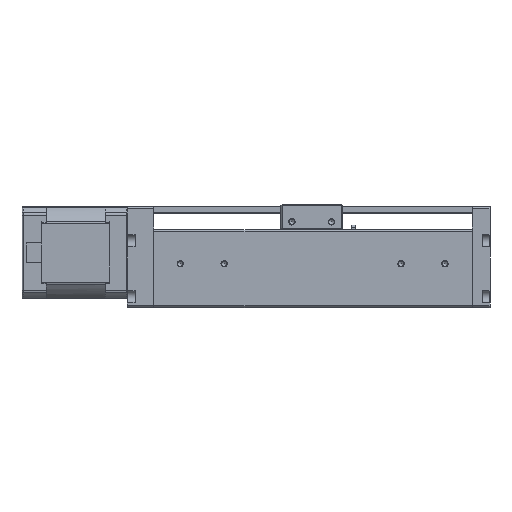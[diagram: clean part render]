
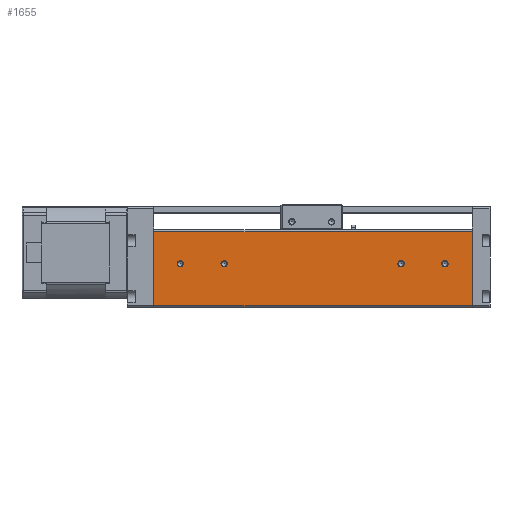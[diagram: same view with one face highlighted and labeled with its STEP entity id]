
A CAD part, front view. The second image highlights one B-rep face of the part: STEP entity #1655.
In plain terms, the highlighted face is planar.
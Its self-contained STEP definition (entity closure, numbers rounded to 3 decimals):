
#1655 = ADVANCED_FACE( '', ( #3831, #3832, #3833, #3834, #3835 ), #3836, .F. );
#3831 = FACE_BOUND( '', #6821, .T. );
#3832 = FACE_BOUND( '', #6822, .T. );
#3833 = FACE_BOUND( '', #6823, .T. );
#3834 = FACE_BOUND( '', #6824, .T. );
#3835 = FACE_OUTER_BOUND( '', #6825, .T. );
#3836 = PLANE( '', #6826 );
#6821 = EDGE_LOOP( '', ( #10802 ) );
#6822 = EDGE_LOOP( '', ( #10803 ) );
#6823 = EDGE_LOOP( '', ( #10804 ) );
#6824 = EDGE_LOOP( '', ( #10805 ) );
#6825 = EDGE_LOOP( '', ( #10806, #10807, #10808, #10809 ) );
#6826 = AXIS2_PLACEMENT_3D( '', #10810, #10811, #10812 );
#10802 = ORIENTED_EDGE( '', *, *, #16444, .T. );
#10803 = ORIENTED_EDGE( '', *, *, #15842, .T. );
#10804 = ORIENTED_EDGE( '', *, *, #16445, .T. );
#10805 = ORIENTED_EDGE( '', *, *, #15660, .T. );
#10806 = ORIENTED_EDGE( '', *, *, #16331, .T. );
#10807 = ORIENTED_EDGE( '', *, *, #16446, .T. );
#10808 = ORIENTED_EDGE( '', *, *, #16447, .F. );
#10809 = ORIENTED_EDGE( '', *, *, #16448, .T. );
#10810 = CARTESIAN_POINT( '', ( -21., -72.5, -19. ) );
#10811 = DIRECTION( '', ( 1., 0., 0. ) );
#10812 = DIRECTION( '', ( 0., 0., -1. ) );
#15660 = EDGE_CURVE( '', #18309, #18309, #18310, .T. );
#15842 = EDGE_CURVE( '', #18611, #18611, #18612, .T. );
#16331 = EDGE_CURVE( '', #19414, #19412, #19415, .T. );
#16444 = EDGE_CURVE( '', #19594, #19594, #19595, .T. );
#16445 = EDGE_CURVE( '', #19596, #19596, #19597, .T. );
#16446 = EDGE_CURVE( '', #19412, #19598, #19599, .T. );
#16447 = EDGE_CURVE( '', #19600, #19598, #19601, .T. );
#16448 = EDGE_CURVE( '', #19600, #19414, #19602, .T. );
#18309 = VERTEX_POINT( '', #21994 );
#18310 = CIRCLE( '', #21995, 1.45 );
#18611 = VERTEX_POINT( '', #22371 );
#18612 = CIRCLE( '', #22372, 1.45 );
#19412 = VERTEX_POINT( '', #23384 );
#19414 = VERTEX_POINT( '', #23387 );
#19415 = LINE( '', #23388, #23389 );
#19594 = VERTEX_POINT( '', #23614 );
#19595 = CIRCLE( '', #23615, 1.45 );
#19596 = VERTEX_POINT( '', #23616 );
#19597 = CIRCLE( '', #23617, 1.45 );
#19598 = VERTEX_POINT( '', #23618 );
#19599 = LINE( '', #23619, #23620 );
#19600 = VERTEX_POINT( '', #23621 );
#19601 = LINE( '', #23622, #23623 );
#19602 = LINE( '', #23624, #23625 );
#21994 = CARTESIAN_POINT( '', ( -21., -61.45, 1. ) );
#21995 = AXIS2_PLACEMENT_3D( '', #26315, #26316, #26317 );
#22371 = CARTESIAN_POINT( '', ( -21., 59.05, 1. ) );
#22372 = AXIS2_PLACEMENT_3D( '', #26573, #26574, #26575 );
#23384 = CARTESIAN_POINT( '', ( -21., 72.5, -18. ) );
#23387 = CARTESIAN_POINT( '', ( -21., 72.5, 15.5 ) );
#23388 = CARTESIAN_POINT( '', ( -21., 72.5, -19. ) );
#23389 = VECTOR( '', #27278, 1000. );
#23614 = CARTESIAN_POINT( '', ( -21., 39.05, 1. ) );
#23615 = AXIS2_PLACEMENT_3D( '', #27436, #27437, #27438 );
#23616 = CARTESIAN_POINT( '', ( -21., -41.45, 1. ) );
#23617 = AXIS2_PLACEMENT_3D( '', #27439, #27440, #27441 );
#23618 = CARTESIAN_POINT( '', ( -21., -72.5, -18. ) );
#23619 = CARTESIAN_POINT( '', ( -21., -72.5, -18. ) );
#23620 = VECTOR( '', #27442, 1000. );
#23621 = CARTESIAN_POINT( '', ( -21., -72.5, 15.5 ) );
#23622 = CARTESIAN_POINT( '', ( -21., -72.5, -19. ) );
#23623 = VECTOR( '', #27443, 1000. );
#23624 = CARTESIAN_POINT( '', ( -21., -72.5, 15.5 ) );
#23625 = VECTOR( '', #27444, 1000. );
#26315 = CARTESIAN_POINT( '', ( -21., -60., 1. ) );
#26316 = DIRECTION( '', ( 1., 0., 0. ) );
#26317 = DIRECTION( '', ( 0., -1., 0. ) );
#26573 = CARTESIAN_POINT( '', ( -21., 60.5, 1. ) );
#26574 = DIRECTION( '', ( 1., 0., 0. ) );
#26575 = DIRECTION( '', ( 0., -1., 0. ) );
#27278 = DIRECTION( '', ( 0., 0., -1. ) );
#27436 = CARTESIAN_POINT( '', ( -21., 40.5, 1. ) );
#27437 = DIRECTION( '', ( 1., 0., 0. ) );
#27438 = DIRECTION( '', ( 0., -1., 0. ) );
#27439 = CARTESIAN_POINT( '', ( -21., -40., 1. ) );
#27440 = DIRECTION( '', ( 1., 0., 0. ) );
#27441 = DIRECTION( '', ( 0., -1., 0. ) );
#27442 = DIRECTION( '', ( 0., -1., 0. ) );
#27443 = DIRECTION( '', ( 0., 0., -1. ) );
#27444 = DIRECTION( '', ( 0., 1., 0. ) );
